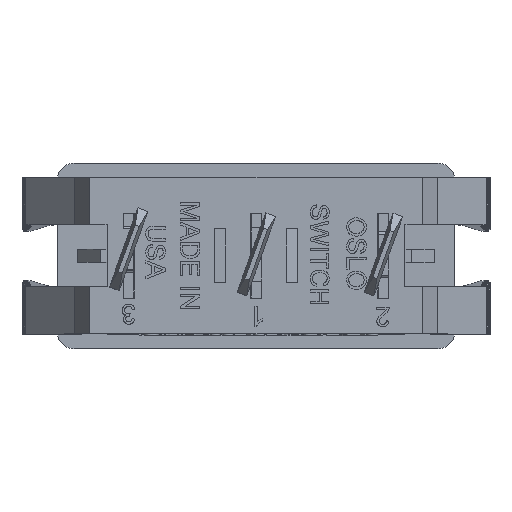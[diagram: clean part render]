
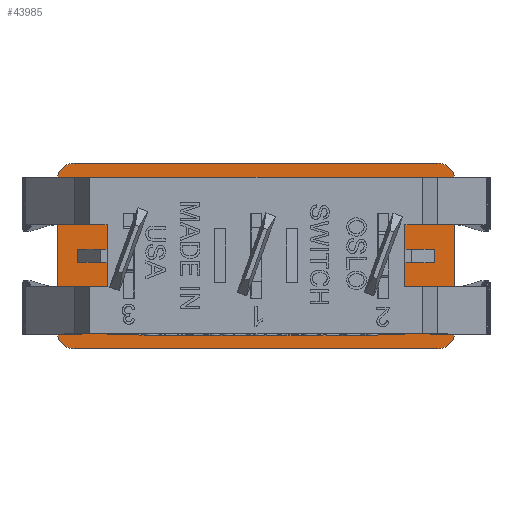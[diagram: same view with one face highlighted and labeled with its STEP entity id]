
A CAD part, top view. The second image highlights one B-rep face of the part: STEP entity #43985.
In plain terms, the highlighted planar face has unit normal (0, 0, 1).
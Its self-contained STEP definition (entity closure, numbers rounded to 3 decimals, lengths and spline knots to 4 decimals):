
#682=FACE_BOUND('',#5949,.T.);
#1666=PLANE('',#48064);
#3560=FACE_OUTER_BOUND('',#5948,.T.);
#5948=EDGE_LOOP('',(#35490,#35491,#35492,#35493,#35494,#35495,#35496,#35497));
#5949=EDGE_LOOP('',(#35498,#35499,#35500,#35501,#35502,#35503,#35504,#35505,
#35506,#35507,#35508,#35509));
#8801=CIRCLE('',#48065,0.05);
#8802=CIRCLE('',#48066,0.05);
#8803=CIRCLE('',#48067,0.05);
#8804=CIRCLE('',#48068,0.05);
#11483=LINE('',#69208,#15043);
#11940=LINE('',#75165,#15500);
#11944=LINE('',#75170,#15504);
#11945=LINE('',#75174,#15505);
#11946=LINE('',#75178,#15506);
#11947=LINE('',#75182,#15507);
#11948=LINE('',#75186,#15508);
#11949=LINE('',#75190,#15509);
#11950=LINE('',#75192,#15510);
#11951=LINE('',#75194,#15511);
#11952=LINE('',#75195,#15512);
#11953=LINE('',#75197,#15513);
#11954=LINE('',#75199,#15514);
#11955=LINE('',#75200,#15515);
#11956=LINE('',#75202,#15516);
#11957=LINE('',#75203,#15517);
#15043=VECTOR('',#56477,0.885);
#15500=VECTOR('',#56968,0.213);
#15504=VECTOR('',#56972,0.213);
#15505=VECTOR('',#56975,1.081);
#15506=VECTOR('',#56978,0.451);
#15507=VECTOR('',#56981,1.081);
#15508=VECTOR('',#56984,0.451);
#15509=VECTOR('',#56987,0.039);
#15510=VECTOR('',#56988,0.087);
#15511=VECTOR('',#56989,0.213);
#15512=VECTOR('',#56990,0.885);
#15513=VECTOR('',#56991,0.087);
#15514=VECTOR('',#56992,0.039);
#15515=VECTOR('',#56993,0.087);
#15516=VECTOR('',#56994,0.213);
#15517=VECTOR('',#56995,0.087);
#19415=VERTEX_POINT('',#69206);
#19416=VERTEX_POINT('',#69207);
#20154=VERTEX_POINT('',#75158);
#20156=VERTEX_POINT('',#75162);
#20157=VERTEX_POINT('',#75164);
#20159=VERTEX_POINT('',#75172);
#20160=VERTEX_POINT('',#75173);
#20161=VERTEX_POINT('',#75175);
#20162=VERTEX_POINT('',#75177);
#20163=VERTEX_POINT('',#75179);
#20164=VERTEX_POINT('',#75181);
#20165=VERTEX_POINT('',#75183);
#20166=VERTEX_POINT('',#75185);
#20167=VERTEX_POINT('',#75188);
#20168=VERTEX_POINT('',#75189);
#20169=VERTEX_POINT('',#75191);
#20170=VERTEX_POINT('',#75193);
#20171=VERTEX_POINT('',#75196);
#20172=VERTEX_POINT('',#75198);
#20173=VERTEX_POINT('',#75201);
#24887=EDGE_CURVE('',#19415,#19416,#11483,.T.);
#25639=EDGE_CURVE('',#20156,#20157,#11940,.T.);
#25643=EDGE_CURVE('',#19416,#20154,#11944,.T.);
#25644=EDGE_CURVE('',#20159,#20160,#11945,.T.);
#25645=EDGE_CURVE('',#20161,#20159,#8801,.F.);
#25646=EDGE_CURVE('',#20161,#20162,#11946,.T.);
#25647=EDGE_CURVE('',#20163,#20162,#8802,.F.);
#25648=EDGE_CURVE('',#20164,#20163,#11947,.T.);
#25649=EDGE_CURVE('',#20164,#20165,#8803,.F.);
#25650=EDGE_CURVE('',#20166,#20165,#11948,.T.);
#25651=EDGE_CURVE('',#20166,#20160,#8804,.F.);
#25652=EDGE_CURVE('',#20167,#20168,#11949,.T.);
#25653=EDGE_CURVE('',#20168,#20169,#11950,.T.);
#25654=EDGE_CURVE('',#20169,#20170,#11951,.T.);
#25655=EDGE_CURVE('',#20157,#20170,#11952,.T.);
#25656=EDGE_CURVE('',#20171,#20156,#11953,.T.);
#25657=EDGE_CURVE('',#20172,#20171,#11954,.T.);
#25658=EDGE_CURVE('',#20154,#20172,#11955,.T.);
#25659=EDGE_CURVE('',#19415,#20173,#11956,.T.);
#25660=EDGE_CURVE('',#20173,#20167,#11957,.T.);
#35490=ORIENTED_EDGE('',*,*,#25644,.F.);
#35491=ORIENTED_EDGE('',*,*,#25645,.F.);
#35492=ORIENTED_EDGE('',*,*,#25646,.T.);
#35493=ORIENTED_EDGE('',*,*,#25647,.F.);
#35494=ORIENTED_EDGE('',*,*,#25648,.F.);
#35495=ORIENTED_EDGE('',*,*,#25649,.T.);
#35496=ORIENTED_EDGE('',*,*,#25650,.F.);
#35497=ORIENTED_EDGE('',*,*,#25651,.T.);
#35498=ORIENTED_EDGE('',*,*,#25652,.T.);
#35499=ORIENTED_EDGE('',*,*,#25653,.T.);
#35500=ORIENTED_EDGE('',*,*,#25654,.T.);
#35501=ORIENTED_EDGE('',*,*,#25655,.F.);
#35502=ORIENTED_EDGE('',*,*,#25639,.F.);
#35503=ORIENTED_EDGE('',*,*,#25656,.F.);
#35504=ORIENTED_EDGE('',*,*,#25657,.F.);
#35505=ORIENTED_EDGE('',*,*,#25658,.F.);
#35506=ORIENTED_EDGE('',*,*,#25643,.F.);
#35507=ORIENTED_EDGE('',*,*,#24887,.F.);
#35508=ORIENTED_EDGE('',*,*,#25659,.T.);
#35509=ORIENTED_EDGE('',*,*,#25660,.T.);
#43985=ADVANCED_FACE('',(#3560,#682),#1666,.F.);
#48064=AXIS2_PLACEMENT_3D('',#75171,#56973,#56974);
#48065=AXIS2_PLACEMENT_3D('',#75176,#56976,#56977);
#48066=AXIS2_PLACEMENT_3D('',#75180,#56979,#56980);
#48067=AXIS2_PLACEMENT_3D('',#75184,#56982,#56983);
#48068=AXIS2_PLACEMENT_3D('',#75187,#56985,#56986);
#56477=DIRECTION('',(1.,0.,0.));
#56968=DIRECTION('',(0.,1.,0.));
#56972=DIRECTION('',(0.,1.,0.));
#56973=DIRECTION('center_axis',(0.,0.,-1.));
#56974=DIRECTION('ref_axis',(-1.,0.,0.));
#56975=DIRECTION('',(1.,0.,0.));
#56976=DIRECTION('center_axis',(0.,0.,1.));
#56977=DIRECTION('ref_axis',(1.,0.,0.));
#56978=DIRECTION('',(0.,-1.,0.));
#56979=DIRECTION('center_axis',(0.,0.,1.));
#56980=DIRECTION('ref_axis',(1.,0.,0.));
#56981=DIRECTION('',(-1.,0.,0.));
#56982=DIRECTION('center_axis',(0.,0.,-1.));
#56983=DIRECTION('ref_axis',(-1.,0.,0.));
#56984=DIRECTION('',(0.,-1.,0.));
#56985=DIRECTION('center_axis',(0.,0.,-1.));
#56986=DIRECTION('ref_axis',(-1.,0.,0.));
#56987=DIRECTION('',(0.,1.,0.));
#56988=DIRECTION('',(1.,0.,0.));
#56989=DIRECTION('',(0.,1.,0.));
#56990=DIRECTION('',(-1.,0.,0.));
#56991=DIRECTION('',(-1.,0.,0.));
#56992=DIRECTION('',(0.,1.,0.));
#56993=DIRECTION('',(1.,0.,0.));
#56994=DIRECTION('',(0.,1.,0.));
#56995=DIRECTION('',(-1.,0.,0.));
#69206=CARTESIAN_POINT('',(-0.7635,-0.6355,-0.2385));
#69207=CARTESIAN_POINT('',(0.1215,-0.6355,-0.2385));
#69208=CARTESIAN_POINT('',(-0.7635,-0.6355,-0.2385));
#75158=CARTESIAN_POINT('',(0.1215,-0.4225,-0.2385));
#75162=CARTESIAN_POINT('',(0.1215,-0.3835,-0.2385));
#75164=CARTESIAN_POINT('',(0.1215,-0.1705,-0.2385));
#75165=CARTESIAN_POINT('',(0.1215,-0.3835,-0.2385));
#75170=CARTESIAN_POINT('',(0.1215,-0.6355,-0.2385));
#75171=CARTESIAN_POINT('Origin',(-0.321,-0.6785,
-0.2385));
#75172=CARTESIAN_POINT('',(-0.8615,-0.1275,-0.2385));
#75173=CARTESIAN_POINT('',(0.2195,-0.1275,-0.2385));
#75174=CARTESIAN_POINT('',(-0.8615,-0.1275,-0.2385));
#75175=CARTESIAN_POINT('',(-0.9115,-0.1775,-0.2385));
#75176=CARTESIAN_POINT('Origin',(-0.8615,-0.1775,
-0.2385));
#75177=CARTESIAN_POINT('',(-0.9115,-0.6285,-0.2385));
#75178=CARTESIAN_POINT('',(-0.9115,-0.1775,-0.2385));
#75179=CARTESIAN_POINT('',(-0.8615,-0.6785,-0.2385));
#75180=CARTESIAN_POINT('Origin',(-0.8615,-0.6285,
-0.2385));
#75181=CARTESIAN_POINT('',(0.2195,-0.6785,-0.2385));
#75182=CARTESIAN_POINT('',(0.2195,-0.6785,-0.2385));
#75183=CARTESIAN_POINT('',(0.2695,-0.6285,-0.2385));
#75184=CARTESIAN_POINT('Origin',(0.2195,-0.6285,-0.2385));
#75185=CARTESIAN_POINT('',(0.2695,-0.1775,-0.2385));
#75186=CARTESIAN_POINT('',(0.2695,-0.1775,-0.2385));
#75187=CARTESIAN_POINT('Origin',(0.2195,-0.1775,-0.2385));
#75188=CARTESIAN_POINT('',(-0.8505,-0.4225,-0.2385));
#75189=CARTESIAN_POINT('',(-0.8505,-0.3835,-0.2385));
#75190=CARTESIAN_POINT('',(-0.8505,-0.4225,-0.2385));
#75191=CARTESIAN_POINT('',(-0.7635,-0.3835,-0.2385));
#75192=CARTESIAN_POINT('',(-0.8505,-0.3835,-0.2385));
#75193=CARTESIAN_POINT('',(-0.7635,-0.1705,-0.2385));
#75194=CARTESIAN_POINT('',(-0.7635,-0.3835,-0.2385));
#75195=CARTESIAN_POINT('',(0.1215,-0.1705,-0.2385));
#75196=CARTESIAN_POINT('',(0.2085,-0.3835,-0.2385));
#75197=CARTESIAN_POINT('',(0.2085,-0.3835,-0.2385));
#75198=CARTESIAN_POINT('',(0.2085,-0.4225,-0.2385));
#75199=CARTESIAN_POINT('',(0.2085,-0.4225,-0.2385));
#75200=CARTESIAN_POINT('',(0.1215,-0.4225,-0.2385));
#75201=CARTESIAN_POINT('',(-0.7635,-0.4225,-0.2385));
#75202=CARTESIAN_POINT('',(-0.7635,-0.6355,-0.2385));
#75203=CARTESIAN_POINT('',(-0.7635,-0.4225,-0.2385));
